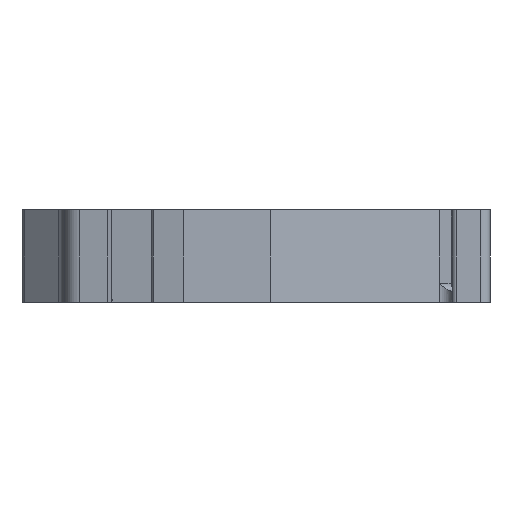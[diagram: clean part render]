
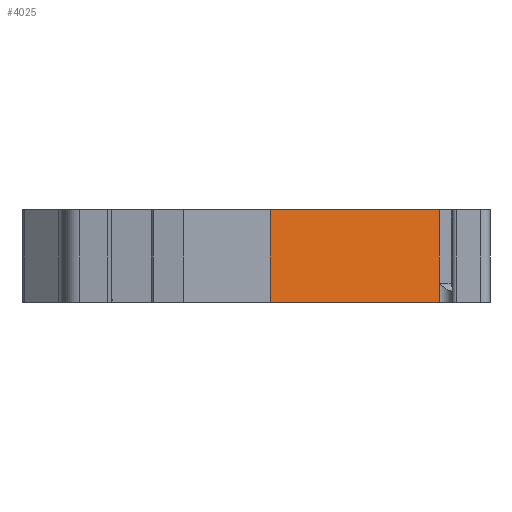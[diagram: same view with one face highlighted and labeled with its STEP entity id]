
A CAD part, left-side view. The second image highlights one B-rep face of the part: STEP entity #4025.
In plain terms, the highlighted planar face has unit normal (-0.985, -0.174, 0).
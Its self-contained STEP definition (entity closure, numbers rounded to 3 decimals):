
#457 = DIRECTION ( 'NONE',  ( 0., 0., 1. ) ) ;
#486 = CARTESIAN_POINT ( 'NONE',  ( -33.67, 4.445, 0. ) ) ;
#1261 = VERTEX_POINT ( 'NONE', #15177 ) ;
#1816 = EDGE_CURVE ( 'NONE', #1261, #2186, #6799, .T. ) ;
#2186 = VERTEX_POINT ( 'NONE', #7859 ) ;
#3543 = DIRECTION ( 'NONE',  ( 0., 0., -1. ) ) ;
#3547 = CARTESIAN_POINT ( 'NONE',  ( -30.436, -13.897, 10. ) ) ;
#3631 = LINE ( 'NONE', #14761, #10637 ) ;
#4025 = ADVANCED_FACE ( 'NONE', ( #14748 ), #16064, .F. ) ;
#4265 = EDGE_CURVE ( 'NONE', #14470, #2186, #14800, .T. ) ;
#4733 = DIRECTION ( 'NONE',  ( 0.174, -0.985, 0. ) ) ;
#5620 = CARTESIAN_POINT ( 'NONE',  ( -33.67, 4.445, 10. ) ) ;
#5988 = ORIENTED_EDGE ( 'NONE', *, *, #4265, .T. ) ;
#6072 = EDGE_LOOP ( 'NONE', ( #12416, #15991, #10137, #5988 ) ) ;
#6799 = LINE ( 'NONE', #3547, #8770 ) ;
#7583 = LINE ( 'NONE', #5620, #11293 ) ;
#7859 = CARTESIAN_POINT ( 'NONE',  ( -30.436, -13.897, 0. ) ) ;
#8164 = EDGE_CURVE ( 'NONE', #14470, #11104, #3631, .T. ) ;
#8469 = CARTESIAN_POINT ( 'NONE',  ( -33.67, 4.445, 10. ) ) ;
#8770 = VECTOR ( 'NONE', #3543, 1000. ) ;
#9704 = EDGE_CURVE ( 'NONE', #11104, #1261, #7583, .T. ) ;
#10137 = ORIENTED_EDGE ( 'NONE', *, *, #8164, .F. ) ;
#10637 = VECTOR ( 'NONE', #457, 1000. ) ;
#11019 = AXIS2_PLACEMENT_3D ( 'NONE', #15780, #15759, #15648 ) ;
#11104 = VERTEX_POINT ( 'NONE', #8469 ) ;
#11293 = VECTOR ( 'NONE', #4733, 1000. ) ;
#11945 = DIRECTION ( 'NONE',  ( 0.174, -0.985, 0. ) ) ;
#12416 = ORIENTED_EDGE ( 'NONE', *, *, #1816, .F. ) ;
#12938 = CARTESIAN_POINT ( 'NONE',  ( -20.969, -67.583, 0. ) ) ;
#13082 = VECTOR ( 'NONE', #11945, 1000. ) ;
#14470 = VERTEX_POINT ( 'NONE', #486 ) ;
#14748 = FACE_OUTER_BOUND ( 'NONE', #6072, .T. ) ;
#14761 = CARTESIAN_POINT ( 'NONE',  ( -33.67, 4.445, 10. ) ) ;
#14800 = LINE ( 'NONE', #12938, #13082 ) ;
#15177 = CARTESIAN_POINT ( 'NONE',  ( -30.436, -13.897, 10. ) ) ;
#15648 = DIRECTION ( 'NONE',  ( -0.174, 0.985, 0. ) ) ;
#15759 = DIRECTION ( 'NONE',  ( 0.985, 0.174, 0. ) ) ;
#15780 = CARTESIAN_POINT ( 'NONE',  ( -20.969, -67.583, 10. ) ) ;
#15991 = ORIENTED_EDGE ( 'NONE', *, *, #9704, .F. ) ;
#16064 = PLANE ( 'NONE',  #11019 ) ;
